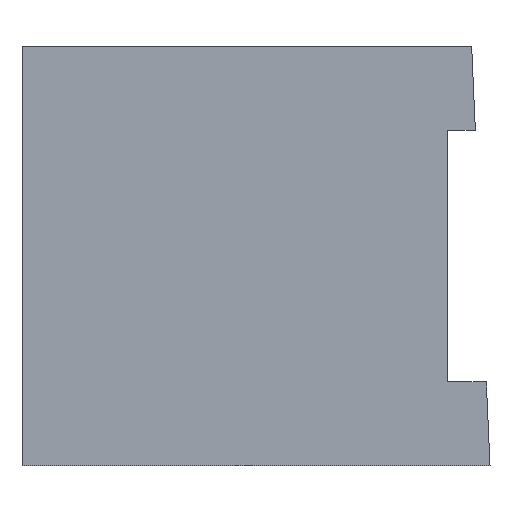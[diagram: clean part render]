
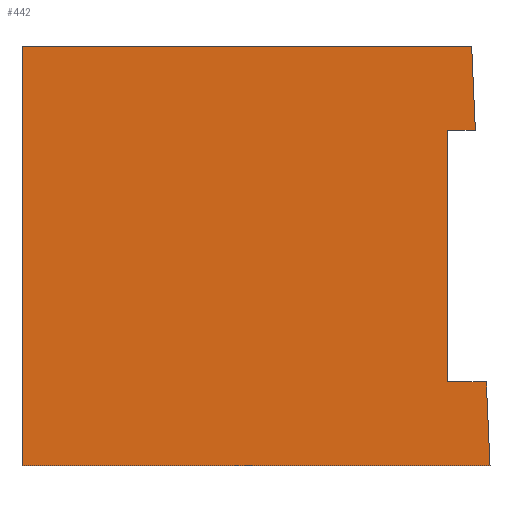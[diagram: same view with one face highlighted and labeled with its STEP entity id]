
A CAD part, left-side view. The second image highlights one B-rep face of the part: STEP entity #442.
In plain terms, the highlighted planar face has unit normal (-1, 0, 0).
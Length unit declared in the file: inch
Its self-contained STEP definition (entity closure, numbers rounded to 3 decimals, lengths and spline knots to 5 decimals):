
#9 = CARTESIAN_POINT ( 'NONE',  ( -0.35433, 0.04, -0.3937 ) ) ;
#11 = CARTESIAN_POINT ( 'NONE',  ( -0.35433, 0., -0.315 ) ) ;
#13 = DIRECTION ( 'NONE',  ( 0., -0.044, -0.999 ) ) ;
#29 = CARTESIAN_POINT ( 'NONE',  ( -0.35433, 0.439, -0.3937 ) ) ;
#34 = DIRECTION ( 'NONE',  ( 0., 1., 0. ) ) ;
#39 = CARTESIAN_POINT ( 'NONE',  ( -0.35433, 0., 0. ) ) ;
#45 = DIRECTION ( 'NONE',  ( 0., -1., 0. ) ) ;
#46 = CARTESIAN_POINT ( 'NONE',  ( -0.35433, 0., -0.3937 ) ) ;
#51 = CARTESIAN_POINT ( 'NONE',  ( -0.35433, 0., -0.3937 ) ) ;
#59 = CARTESIAN_POINT ( 'NONE',  ( -0.35433, 0., -0.3937 ) ) ;
#60 = CARTESIAN_POINT ( 'NONE',  ( -0.35433, 0., -0.3937 ) ) ;
#63 = DIRECTION ( 'NONE',  ( 0., -0.044, -0.999 ) ) ;
#72 = CARTESIAN_POINT ( 'NONE',  ( -0.35433, 0.439, -0.3937 ) ) ;
#75 = PLANE ( 'NONE',  #317 ) ;
#81 = DIRECTION ( 'NONE',  ( 0., 0., 1. ) ) ;
#92 = DIRECTION ( 'NONE',  ( 0., 0., -1. ) ) ;
#94 = DIRECTION ( 'NONE',  ( 0., -1., 0. ) ) ;
#102 = DIRECTION ( 'NONE',  ( 0., -1., 0. ) ) ;
#110 = DIRECTION ( 'NONE',  ( -1., 0., 0. ) ) ;
#111 = CARTESIAN_POINT ( 'NONE',  ( -0.35433, 0.04, -0.315 ) ) ;
#115 = CARTESIAN_POINT ( 'NONE',  ( -0.35433, 0., -0.079 ) ) ;
#126 = CARTESIAN_POINT ( 'NONE',  ( -0.35433, 0.439, 0. ) ) ;
#128 = CARTESIAN_POINT ( 'NONE',  ( -0.35433, 0.01719, 0. ) ) ;
#144 = VERTEX_POINT ( 'NONE', #155 ) ;
#145 = VERTEX_POINT ( 'NONE', #171 ) ;
#146 = VERTEX_POINT ( 'NONE', #170 ) ;
#147 = VERTEX_POINT ( 'NONE', #175 ) ;
#150 = VERTEX_POINT ( 'NONE', #126 ) ;
#155 = CARTESIAN_POINT ( 'NONE',  ( -0.35433, 0.00344, -0.315 ) ) ;
#162 = VERTEX_POINT ( 'NONE', #128 ) ;
#164 = VERTEX_POINT ( 'NONE', #29 ) ;
#165 = VERTEX_POINT ( 'NONE', #111 ) ;
#170 = CARTESIAN_POINT ( 'NONE',  ( -0.35433, 0., -0.3937 ) ) ;
#171 = CARTESIAN_POINT ( 'NONE',  ( -0.35433, 0.01374, -0.079 ) ) ;
#175 = CARTESIAN_POINT ( 'NONE',  ( -0.35433, 0.04, -0.079 ) ) ;
#206 = DIRECTION ( 'NONE',  ( 0., 0., 1. ) ) ;
#208 = ORIENTED_EDGE ( 'NONE', *, *, #311, .F. ) ;
#209 = ORIENTED_EDGE ( 'NONE', *, *, #277, .F. ) ;
#212 = ORIENTED_EDGE ( 'NONE', *, *, #320, .T. ) ;
#213 = ORIENTED_EDGE ( 'NONE', *, *, #343, .F. ) ;
#216 = ORIENTED_EDGE ( 'NONE', *, *, #325, .F. ) ;
#222 = ORIENTED_EDGE ( 'NONE', *, *, #306, .F. ) ;
#229 = ORIENTED_EDGE ( 'NONE', *, *, #301, .F. ) ;
#260 = EDGE_LOOP ( 'NONE', ( #222, #209, #213, #212, #216, #266, #208, #229 ) ) ;
#266 = ORIENTED_EDGE ( 'NONE', *, *, #308, .F. ) ;
#277 = EDGE_CURVE ( 'NONE', #150, #162, #378, .T. ) ;
#301 = EDGE_CURVE ( 'NONE', #145, #147, #429, .T. ) ;
#306 = EDGE_CURVE ( 'NONE', #162, #145, #387, .T. ) ;
#308 = EDGE_CURVE ( 'NONE', #165, #144, #363, .T. ) ;
#311 = EDGE_CURVE ( 'NONE', #147, #165, #438, .T. ) ;
#317 = AXIS2_PLACEMENT_3D ( 'NONE', #59, #110, #206 ) ;
#320 = EDGE_CURVE ( 'NONE', #164, #146, #344, .T. ) ;
#325 = EDGE_CURVE ( 'NONE', #144, #146, #425, .T. ) ;
#343 = EDGE_CURVE ( 'NONE', #164, #150, #423, .T. ) ;
#344 = LINE ( 'NONE', #46, #349 ) ;
#349 = VECTOR ( 'NONE', #45, 39.37008 ) ;
#351 = VECTOR ( 'NONE', #34, 39.37008 ) ;
#363 = LINE ( 'NONE', #11, #435 ) ;
#369 = VECTOR ( 'NONE', #102, 39.37008 ) ;
#375 = VECTOR ( 'NONE', #92, 39.37008 ) ;
#378 = LINE ( 'NONE', #39, #369 ) ;
#387 = LINE ( 'NONE', #60, #419 ) ;
#392 = VECTOR ( 'NONE', #81, 39.37008 ) ;
#419 = VECTOR ( 'NONE', #13, 39.37008 ) ;
#423 = LINE ( 'NONE', #72, #392 ) ;
#424 = VECTOR ( 'NONE', #63, 39.37008 ) ;
#425 = LINE ( 'NONE', #51, #424 ) ;
#429 = LINE ( 'NONE', #115, #351 ) ;
#435 = VECTOR ( 'NONE', #94, 39.37008 ) ;
#438 = LINE ( 'NONE', #9, #375 ) ;
#442 = ADVANCED_FACE ( 'NONE', ( #505 ), #75, .T. ) ;
#505 = FACE_OUTER_BOUND ( 'NONE', #260, .T. ) ;
